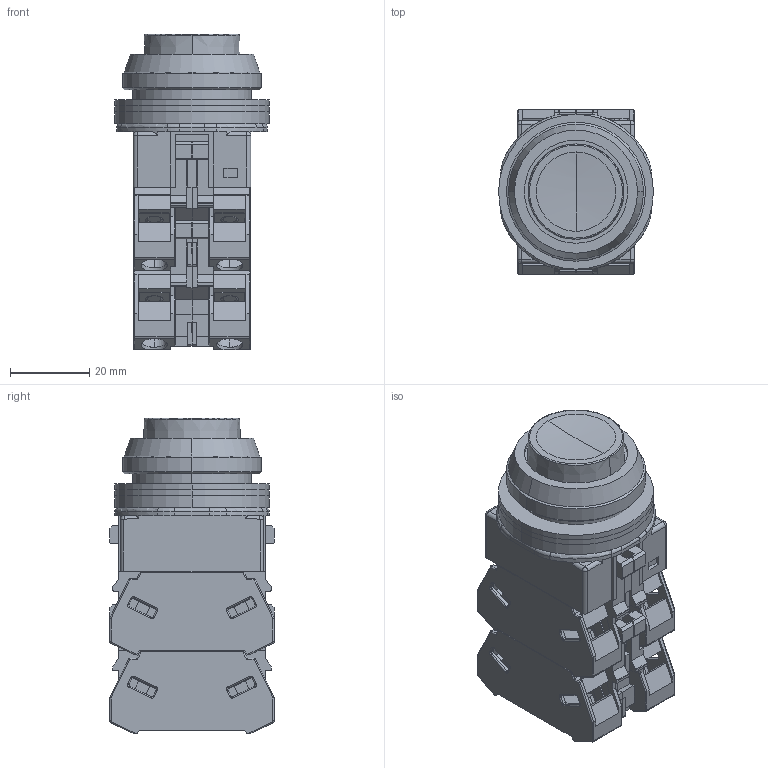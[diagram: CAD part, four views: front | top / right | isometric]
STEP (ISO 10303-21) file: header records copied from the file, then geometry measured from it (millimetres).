
FILE_DESCRIPTION (( 'STEP AP203' ), '1' );
FILE_NAME ('OUTSIDE-ABN2_AON2.STEP', '2017-03-14T07:22:21', ( '' ), ( '' ), 'SwSTEP 2.0', 'SolidWorks 2014', '' );
FILE_SCHEMA (( 'CONFIG_CONTROL_DESIGN' ));
Length unit declared in the file: millimetre
Products named in the file (6): OUTSIDE-ABN2_AON2_BODY; OUTSIDE-OG-11; OUTSIDE-OW-12; OUTSIDE-HW-U; OUTSIDE-OW-11; OUTSIDE-ABN2_AON2
Assembly tree (9 placements, depth 2):
  OUTSIDE-ABN2_AON2
    OUTSIDE-ABN2_AON2_BODY
    OUTSIDE-OW-12
    OUTSIDE-OW-11  x2
    OUTSIDE-OG-11
    OUTSIDE-HW-U  x4
Bounding box: 39 x 41.4 x 79.4 mm (x, y, z)
Volume: 74411.2 mm3; surface area: 33448.7 mm2
Topology: 10 solids, 10 shells, 1254 faces, 3406 edges, 2179 vertices
Faces by surface type: plane 738, cylinder 322, bspline 152, cone 24, torus 12, sphere 6
Entity records: 15886 total; most frequent: CARTESIAN_POINT 4301, ORIENTED_EDGE 2340, DIRECTION 2170, EDGE_CURVE 1170, VECTOR 802, LINE 802, VERTEX_POINT 753, AXIS2_PLACEMENT_3D 684
